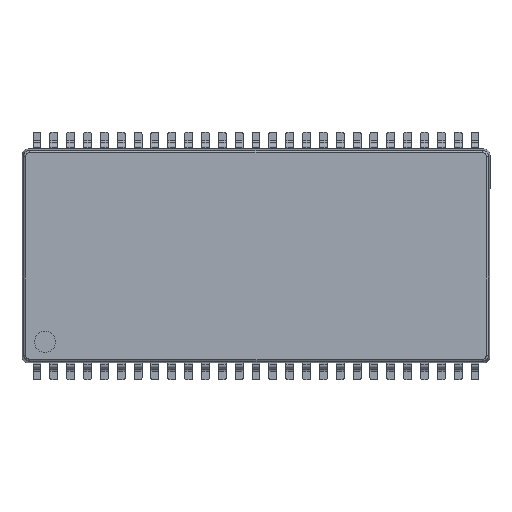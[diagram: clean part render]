
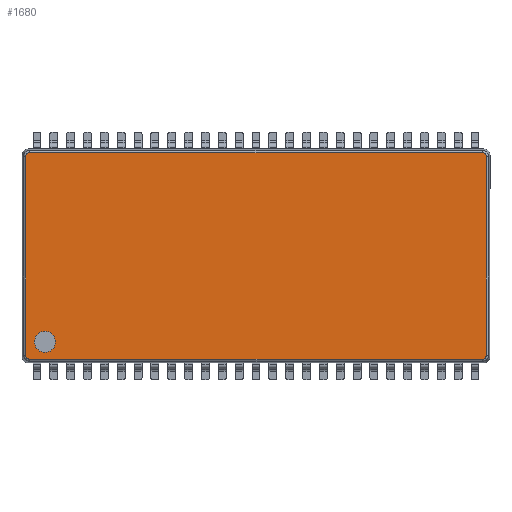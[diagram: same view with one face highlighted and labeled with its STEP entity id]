
A CAD part, top view. The second image highlights one B-rep face of the part: STEP entity #1680.
In plain terms, the highlighted planar face has unit normal (0, 0, 1).
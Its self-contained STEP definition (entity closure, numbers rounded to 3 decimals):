
#407 = VERTEX_POINT ( 'NONE', #10239 ) ;
#714 = EDGE_LOOP ( 'NONE', ( #21445, #21954 ) ) ;
#1063 = CARTESIAN_POINT ( 'NONE',  ( 10.937, 4.71, 1.25 ) ) ;
#1680 = ADVANCED_FACE ( 'NONE', ( #21865, #24999 ), #37211, .T. ) ;
#1684 = DIRECTION ( 'NONE',  ( -1., 0., 0. ) ) ;
#2636 = EDGE_CURVE ( 'NONE', #24050, #12754, #12961, .T. ) ;
#2670 = CIRCLE ( 'NONE', #23779, 0.5 ) ;
#2783 = CARTESIAN_POINT ( 'NONE',  ( 10.879, -4.849, 1.25 ) ) ;
#2899 = ORIENTED_EDGE ( 'NONE', *, *, #2636, .T. ) ;
#3081 = EDGE_CURVE ( 'NONE', #12754, #36740, #31026, .T. ) ;
#3153 = CARTESIAN_POINT ( 'NONE',  ( 10.937, -4.71, 1.25 ) ) ;
#3279 = EDGE_CURVE ( 'NONE', #3613, #14254, #11502, .T. ) ;
#3391 = CARTESIAN_POINT ( 'NONE',  ( 10.793, -4.907, 1.25 ) ) ;
#3613 = VERTEX_POINT ( 'NONE', #25944 ) ;
#5455 =( BOUNDED_CURVE ( )  B_SPLINE_CURVE ( 3, ( #19877, #7341, #13727, #20284 ),
 .UNSPECIFIED., .F., .T. ) 
 B_SPLINE_CURVE_WITH_KNOTS ( ( 4, 4 ),
 ( 0., 0.77 ),
 .UNSPECIFIED. ) 
 CURVE ( )  GEOMETRIC_REPRESENTATION_ITEM ( )  RATIONAL_B_SPLINE_CURVE ( ( 1., 0.951, 0.951, 1. ) ) 
 REPRESENTATION_ITEM ( '' )  );
#5641 = CARTESIAN_POINT ( 'NONE',  ( -9.52, -4.08, 1.25 ) ) ;
#5695 = CARTESIAN_POINT ( 'NONE',  ( -10.74, -4.907, 1.25 ) ) ;
#6317 = DIRECTION ( 'NONE',  ( 1., 0., 0. ) ) ;
#6359 = CARTESIAN_POINT ( 'NONE',  ( -10.879, -4.849, 1.25 ) ) ;
#6515 = CARTESIAN_POINT ( 'NONE',  ( 10.74, -4.907, 1.25 ) ) ;
#6647 = VERTEX_POINT ( 'NONE', #40153 ) ;
#7301 = VERTEX_POINT ( 'NONE', #32703 ) ;
#7341 = CARTESIAN_POINT ( 'NONE',  ( -10.842, -4.886, 1.25 ) ) ;
#7658 = VERTEX_POINT ( 'NONE', #8288 ) ;
#8288 = CARTESIAN_POINT ( 'NONE',  ( -10.937, -4.71, 1.25 ) ) ;
#8573 = CARTESIAN_POINT ( 'NONE',  ( -10.74, 4.907, 1.25 ) ) ;
#8926 = DIRECTION ( 'NONE',  ( 1., 0., 0. ) ) ;
#8935 = VECTOR ( 'NONE', #26485, 1000. ) ;
#8960 = EDGE_CURVE ( 'NONE', #407, #12842, #2670, .T. ) ;
#9079 = CARTESIAN_POINT ( 'NONE',  ( -10.916, -4.812, 1.25 ) ) ;
#9366 = AXIS2_PLACEMENT_3D ( 'NONE', #40705, #34509, #8926 ) ;
#9418 = CARTESIAN_POINT ( 'NONE',  ( 10.879, -4.849, 1.25 ) ) ;
#9716 = EDGE_CURVE ( 'NONE', #7658, #25823, #37418, .T. ) ;
#10239 = CARTESIAN_POINT ( 'NONE',  ( -10.52, -4.08, 1.25 ) ) ;
#10489 = ORIENTED_EDGE ( 'NONE', *, *, #3279, .T. ) ;
#11192 = CARTESIAN_POINT ( 'NONE',  ( -10.937, 4.71, 1.25 ) ) ;
#11502 =( BOUNDED_CURVE ( )  B_SPLINE_CURVE ( 3, ( #8573, #32860, #13860, #11192 ),
 .UNSPECIFIED., .F., .F. ) 
 B_SPLINE_CURVE_WITH_KNOTS ( ( 4, 4 ),
 ( 2.371, 3.912 ),
 .UNSPECIFIED. ) 
 CURVE ( )  GEOMETRIC_REPRESENTATION_ITEM ( )  RATIONAL_B_SPLINE_CURVE ( ( 1., 0.812, 0.812, 1. ) ) 
 REPRESENTATION_ITEM ( '' )  );
#11880 = EDGE_CURVE ( 'NONE', #36740, #7301, #40541, .T. ) ;
#12754 = VERTEX_POINT ( 'NONE', #34529 ) ;
#12842 = VERTEX_POINT ( 'NONE', #5641 ) ;
#12961 = LINE ( 'NONE', #21997, #38201 ) ;
#13727 = CARTESIAN_POINT ( 'NONE',  ( -10.793, -4.907, 1.25 ) ) ;
#13860 = CARTESIAN_POINT ( 'NONE',  ( -10.937, 4.826, 1.25 ) ) ;
#14129 = CARTESIAN_POINT ( 'NONE',  ( 10.937, 5.08, 1.25 ) ) ;
#14254 = VERTEX_POINT ( 'NONE', #17195 ) ;
#14552 = CARTESIAN_POINT ( 'NONE',  ( 10.879, -4.849, 1.25 ) ) ;
#14588 = ORIENTED_EDGE ( 'NONE', *, *, #22524, .T. ) ;
#15615 = CARTESIAN_POINT ( 'NONE',  ( -10.937, 5.08, 1.25 ) ) ;
#15625 = CARTESIAN_POINT ( 'NONE',  ( -10.937, -4.763, 1.25 ) ) ;
#15822 = DIRECTION ( 'NONE',  ( 1., 0., 0. ) ) ;
#17195 = CARTESIAN_POINT ( 'NONE',  ( -10.937, 4.71, 1.25 ) ) ;
#17944 = VERTEX_POINT ( 'NONE', #38447 ) ;
#18824 = CARTESIAN_POINT ( 'NONE',  ( 10.916, -4.812, 1.25 ) ) ;
#19877 = CARTESIAN_POINT ( 'NONE',  ( -10.879, -4.849, 1.25 ) ) ;
#20284 = CARTESIAN_POINT ( 'NONE',  ( -10.74, -4.907, 1.25 ) ) ;
#20795 = EDGE_CURVE ( 'NONE', #12842, #407, #35490, .T. ) ;
#21445 = ORIENTED_EDGE ( 'NONE', *, *, #20795, .F. ) ;
#21865 = FACE_OUTER_BOUND ( 'NONE', #26967, .T. ) ;
#21954 = ORIENTED_EDGE ( 'NONE', *, *, #8960, .F. ) ;
#21997 = CARTESIAN_POINT ( 'NONE',  ( -11.11, -4.907, 1.25 ) ) ;
#22201 = EDGE_CURVE ( 'NONE', #14254, #7658, #28428, .T. ) ;
#22524 = EDGE_CURVE ( 'NONE', #6647, #17944, #23630, .T. ) ;
#23180 = CARTESIAN_POINT ( 'NONE',  ( 10.856, 4.907, 1.25 ) ) ;
#23630 =( BOUNDED_CURVE ( )  B_SPLINE_CURVE ( 3, ( #1063, #26262, #23180, #35809 ),
 .UNSPECIFIED., .F., .F. ) 
 B_SPLINE_CURVE_WITH_KNOTS ( ( 4, 4 ),
 ( 2.371, 3.912 ),
 .UNSPECIFIED. ) 
 CURVE ( )  GEOMETRIC_REPRESENTATION_ITEM ( )  RATIONAL_B_SPLINE_CURVE ( ( 1., 0.812, 0.812, 1. ) ) 
 REPRESENTATION_ITEM ( '' )  );
#23779 = AXIS2_PLACEMENT_3D ( 'NONE', #28703, #38419, #40914 ) ;
#24022 = LINE ( 'NONE', #14129, #8935 ) ;
#24050 = VERTEX_POINT ( 'NONE', #5695 ) ;
#24700 = ORIENTED_EDGE ( 'NONE', *, *, #3081, .T. ) ;
#24999 = FACE_BOUND ( 'NONE', #714, .T. ) ;
#25284 = DIRECTION ( 'NONE',  ( 0., 0., 1. ) ) ;
#25714 = DIRECTION ( 'NONE',  ( 0., -1., 0. ) ) ;
#25823 = VERTEX_POINT ( 'NONE', #37438 ) ;
#25944 = CARTESIAN_POINT ( 'NONE',  ( -10.74, 4.907, 1.25 ) ) ;
#26262 = CARTESIAN_POINT ( 'NONE',  ( 10.937, 4.826, 1.25 ) ) ;
#26485 = DIRECTION ( 'NONE',  ( 0., 1., 0. ) ) ;
#26967 = EDGE_LOOP ( 'NONE', ( #30495, #29479, #2899, #24700, #37727, #27181, #14588, #27390, #10489, #39356 ) ) ;
#27181 = ORIENTED_EDGE ( 'NONE', *, *, #31879, .T. ) ;
#27390 = ORIENTED_EDGE ( 'NONE', *, *, #29166, .T. ) ;
#28158 = CARTESIAN_POINT ( 'NONE',  ( 10.937, -4.763, 1.25 ) ) ;
#28428 = LINE ( 'NONE', #15615, #38895 ) ;
#28703 = CARTESIAN_POINT ( 'NONE',  ( -10.02, -4.08, 1.25 ) ) ;
#29166 = EDGE_CURVE ( 'NONE', #17944, #3613, #32920, .T. ) ;
#29479 = ORIENTED_EDGE ( 'NONE', *, *, #32866, .T. ) ;
#30495 = ORIENTED_EDGE ( 'NONE', *, *, #9716, .T. ) ;
#30523 = VECTOR ( 'NONE', #1684, 1000. ) ;
#31026 =( BOUNDED_CURVE ( )  B_SPLINE_CURVE ( 3, ( #6515, #3391, #38105, #2783 ),
 .UNSPECIFIED., .F., .T. ) 
 B_SPLINE_CURVE_WITH_KNOTS ( ( 4, 4 ),
 ( 5.513, 6.283 ),
 .UNSPECIFIED. ) 
 CURVE ( )  GEOMETRIC_REPRESENTATION_ITEM ( )  RATIONAL_B_SPLINE_CURVE ( ( 1., 0.951, 0.951, 1. ) ) 
 REPRESENTATION_ITEM ( '' )  );
#31301 = CARTESIAN_POINT ( 'NONE',  ( -10.02, -4.08, 1.25 ) ) ;
#31879 = EDGE_CURVE ( 'NONE', #7301, #6647, #24022, .T. ) ;
#32703 = CARTESIAN_POINT ( 'NONE',  ( 10.937, -4.71, 1.25 ) ) ;
#32860 = CARTESIAN_POINT ( 'NONE',  ( -10.856, 4.907, 1.25 ) ) ;
#32866 = EDGE_CURVE ( 'NONE', #25823, #24050, #5455, .T. ) ;
#32920 = LINE ( 'NONE', #39528, #30523 ) ;
#34509 = DIRECTION ( 'NONE',  ( 0., 0., 1. ) ) ;
#34529 = CARTESIAN_POINT ( 'NONE',  ( 10.74, -4.907, 1.25 ) ) ;
#35490 = CIRCLE ( 'NONE', #39480, 0.5 ) ;
#35809 = CARTESIAN_POINT ( 'NONE',  ( 10.74, 4.907, 1.25 ) ) ;
#36740 = VERTEX_POINT ( 'NONE', #14552 ) ;
#37211 = PLANE ( 'NONE',  #9366 ) ;
#37367 = CARTESIAN_POINT ( 'NONE',  ( -10.937, -4.71, 1.25 ) ) ;
#37418 =( BOUNDED_CURVE ( )  B_SPLINE_CURVE ( 3, ( #37367, #15625, #9079, #6359 ),
 .UNSPECIFIED., .F., .T. ) 
 B_SPLINE_CURVE_WITH_KNOTS ( ( 4, 4 ),
 ( 5.513, 6.283 ),
 .UNSPECIFIED. ) 
 CURVE ( )  GEOMETRIC_REPRESENTATION_ITEM ( )  RATIONAL_B_SPLINE_CURVE ( ( 1., 0.951, 0.951, 1. ) ) 
 REPRESENTATION_ITEM ( '' )  );
#37438 = CARTESIAN_POINT ( 'NONE',  ( -10.879, -4.849, 1.25 ) ) ;
#37727 = ORIENTED_EDGE ( 'NONE', *, *, #11880, .T. ) ;
#38105 = CARTESIAN_POINT ( 'NONE',  ( 10.842, -4.886, 1.25 ) ) ;
#38201 = VECTOR ( 'NONE', #15822, 1000. ) ;
#38419 = DIRECTION ( 'NONE',  ( 0., 0., 1. ) ) ;
#38447 = CARTESIAN_POINT ( 'NONE',  ( 10.74, 4.907, 1.25 ) ) ;
#38895 = VECTOR ( 'NONE', #25714, 1000. ) ;
#39356 = ORIENTED_EDGE ( 'NONE', *, *, #22201, .T. ) ;
#39480 = AXIS2_PLACEMENT_3D ( 'NONE', #31301, #25284, #6317 ) ;
#39528 = CARTESIAN_POINT ( 'NONE',  ( -11.11, 4.907, 1.25 ) ) ;
#40153 = CARTESIAN_POINT ( 'NONE',  ( 10.937, 4.71, 1.25 ) ) ;
#40541 =( BOUNDED_CURVE ( )  B_SPLINE_CURVE ( 3, ( #9418, #18824, #28158, #3153 ),
 .UNSPECIFIED., .F., .T. ) 
 B_SPLINE_CURVE_WITH_KNOTS ( ( 4, 4 ),
 ( 0., 0.77 ),
 .UNSPECIFIED. ) 
 CURVE ( )  GEOMETRIC_REPRESENTATION_ITEM ( )  RATIONAL_B_SPLINE_CURVE ( ( 1., 0.951, 0.951, 1. ) ) 
 REPRESENTATION_ITEM ( '' )  );
#40705 = CARTESIAN_POINT ( 'NONE',  ( -11.11, 5.08, 1.25 ) ) ;
#40914 = DIRECTION ( 'NONE',  ( 1., 0., 0. ) ) ;
